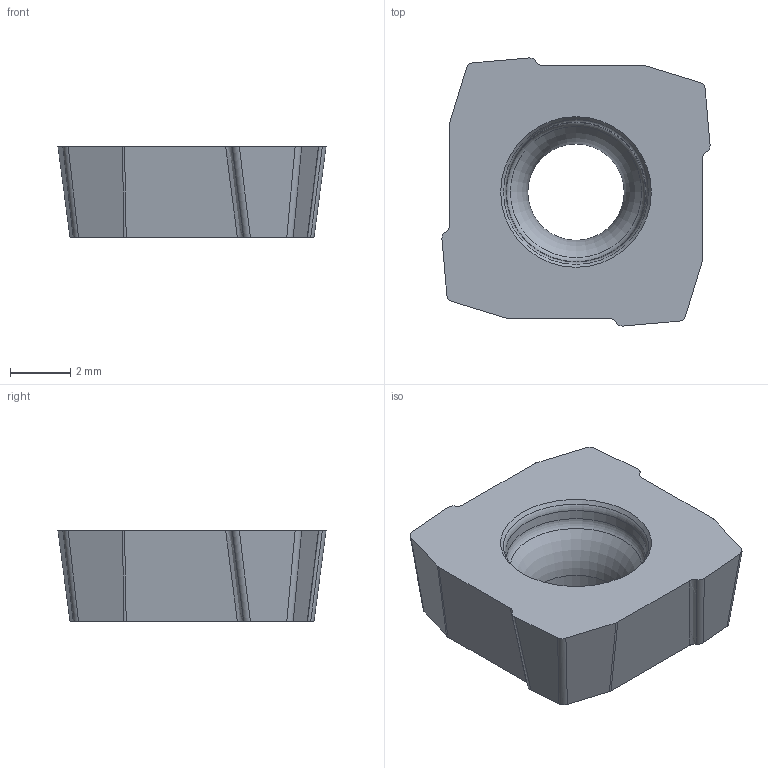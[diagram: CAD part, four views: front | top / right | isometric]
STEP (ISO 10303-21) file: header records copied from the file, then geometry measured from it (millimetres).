
FILE_DESCRIPTION(/* description */ (''),/* implementation_level */ '2;1');
FILE_NAME(/* name */ 'aaa336570_b.stp',/* time_stamp */ '2020-06-10T15:35:47+02:00',/* author */ (''),/* organization */ ('SMS'),/* preprocessor_version */ 'ST-DEVELOPER v16.7',/* originating_system */ 'SIEMENS PLM Software NX 12.0',/* authorisation */ '');
FILE_SCHEMA (('AUTOMOTIVE_DESIGN { 1 0 10303 214 3 1 1 1 }'));
Length unit declared in the file: millimetre
Products named in the file (1): AAA336570_B
Bounding box: 8.9 x 8.9 x 3 mm (x, y, z)
Volume: 155.9 mm3; surface area: 232.4 mm2
Topology: 1 solids, 1 shells, 36 faces, 100 edges, 68 vertices
Faces by surface type: plane 14, cylinder 13, bspline 4, torus 3, cone 2
Full cylindrical faces by diameter (mm): 3.2 x1
Entity records: 1411 total; most frequent: CARTESIAN_POINT 462, DIRECTION 192, ORIENTED_EDGE 182, EDGE_CURVE 91, AXIS2_PLACEMENT_3D 74, VERTEX_POINT 63, EDGE_LOOP 44, LINE 44
